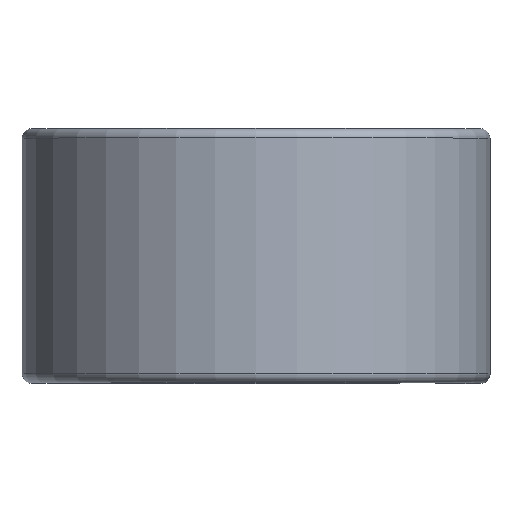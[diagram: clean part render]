
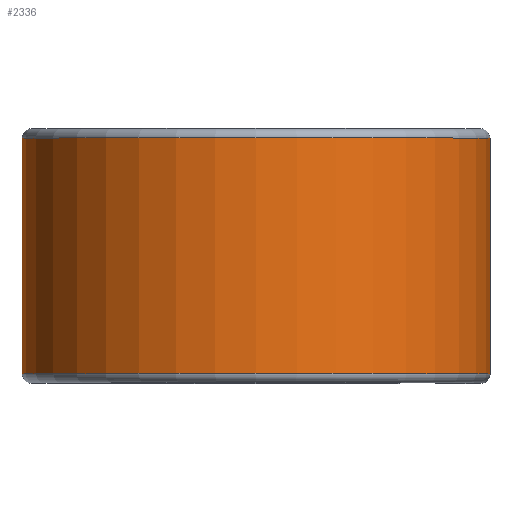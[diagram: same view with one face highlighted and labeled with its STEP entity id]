
A CAD part, top view. The second image highlights one B-rep face of the part: STEP entity #2336.
In plain terms, the highlighted cylindrical face has radius 18.986 mm (diameter 37.973 mm), a partial arc.
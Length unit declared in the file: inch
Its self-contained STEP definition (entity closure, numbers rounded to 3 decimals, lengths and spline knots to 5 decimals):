
#178 = ORIENTED_EDGE ( 'NONE', *, *, #1192, .F. ) ;
#346 = VERTEX_POINT ( 'NONE', #1547 ) ;
#366 = CARTESIAN_POINT ( 'NONE',  ( 0., -0.37625, 0. ) ) ;
#498 = EDGE_CURVE ( 'NONE', #1573, #346, #1266, .T. ) ;
#525 = DIRECTION ( 'NONE',  ( 0., 0., -1. ) ) ;
#527 = DIRECTION ( 'NONE',  ( 0., -1., 0. ) ) ;
#551 = VERTEX_POINT ( 'NONE', #1865 ) ;
#568 = VECTOR ( 'NONE', #1735, 39.37008 ) ;
#571 = AXIS2_PLACEMENT_3D ( 'NONE', #2068, #2258, #572 ) ;
#572 = DIRECTION ( 'NONE',  ( 0., 0., -1. ) ) ;
#621 = LINE ( 'NONE', #1545, #568 ) ;
#637 = VERTEX_POINT ( 'NONE', #1538 ) ;
#713 = ORIENTED_EDGE ( 'NONE', *, *, #945, .T. ) ;
#809 = CYLINDRICAL_SURFACE ( 'NONE', #571, 0.7475 ) ;
#912 = CARTESIAN_POINT ( 'NONE',  ( 0., 0.37625, -0.7475 ) ) ;
#945 = EDGE_CURVE ( 'NONE', #637, #1573, #621, .T. ) ;
#1010 = FACE_OUTER_BOUND ( 'NONE', #2020, .T. ) ;
#1024 = AXIS2_PLACEMENT_3D ( 'NONE', #366, #1654, #525 ) ;
#1073 = ORIENTED_EDGE ( 'NONE', *, *, #498, .T. ) ;
#1192 = EDGE_CURVE ( 'NONE', #637, #551, #1969, .T. ) ;
#1221 = CARTESIAN_POINT ( 'NONE',  ( 0.7475, 0.37625, 0. ) ) ;
#1266 = CIRCLE ( 'NONE', #1271, 0.7475 ) ;
#1271 = AXIS2_PLACEMENT_3D ( 'NONE', #1660, #527, #1857 ) ;
#1538 = CARTESIAN_POINT ( 'NONE',  ( 0.7475, -0.37625, 0. ) ) ;
#1545 = CARTESIAN_POINT ( 'NONE',  ( 0.7475, 0.37625, 0. ) ) ;
#1547 = CARTESIAN_POINT ( 'NONE',  ( 0., 0.37625, -0.7475 ) ) ;
#1573 = VERTEX_POINT ( 'NONE', #1221 ) ;
#1588 = VECTOR ( 'NONE', #2060, 39.37008 ) ;
#1654 = DIRECTION ( 'NONE',  ( 0., -1., 0. ) ) ;
#1660 = CARTESIAN_POINT ( 'NONE',  ( 0., 0.37625, 0. ) ) ;
#1735 = DIRECTION ( 'NONE',  ( 0., 1., 0. ) ) ;
#1782 = EDGE_CURVE ( 'NONE', #551, #346, #1846, .T. ) ;
#1846 = LINE ( 'NONE', #912, #1588 ) ;
#1857 = DIRECTION ( 'NONE',  ( 0., 0., -1. ) ) ;
#1865 = CARTESIAN_POINT ( 'NONE',  ( 0., -0.37625, -0.7475 ) ) ;
#1969 = CIRCLE ( 'NONE', #1024, 0.7475 ) ;
#1979 = ORIENTED_EDGE ( 'NONE', *, *, #1782, .F. ) ;
#2020 = EDGE_LOOP ( 'NONE', ( #713, #1073, #1979, #178 ) ) ;
#2060 = DIRECTION ( 'NONE',  ( 0., 1., 0. ) ) ;
#2068 = CARTESIAN_POINT ( 'NONE',  ( 0., 0.375, 0. ) ) ;
#2258 = DIRECTION ( 'NONE',  ( 0., -1., 0. ) ) ;
#2336 = ADVANCED_FACE ( 'NONE', ( #1010 ), #809, .T. ) ;
